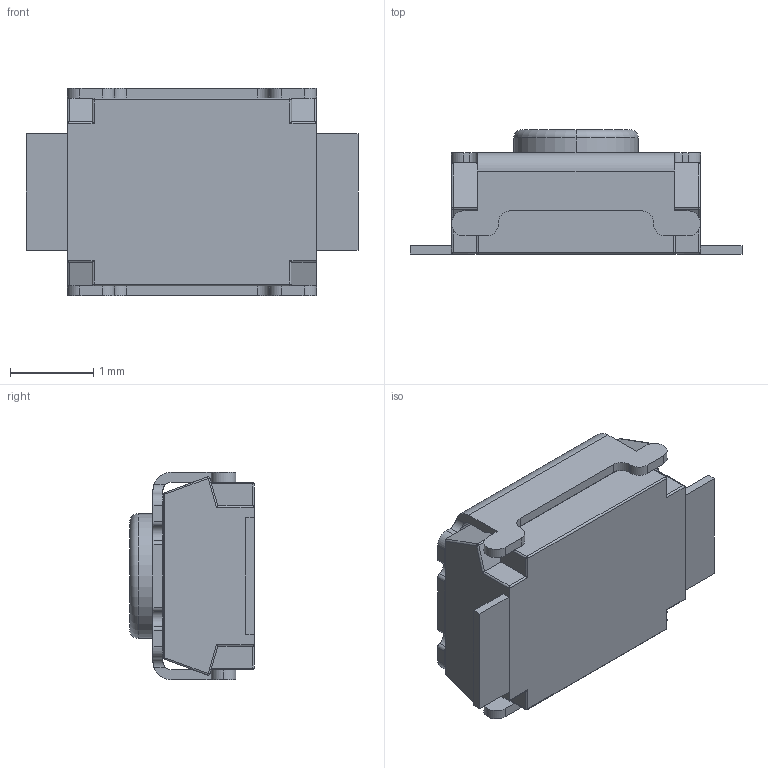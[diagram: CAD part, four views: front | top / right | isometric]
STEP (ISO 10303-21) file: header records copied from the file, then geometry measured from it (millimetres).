
FILE_DESCRIPTION (( 'STEP AP214' ), '1' );
FILE_NAME ('TL1017AAAF160QG.STEP', '2024-05-06T12:32:54', ( '' ), ( '' ), 'SwSTEP 2.0', 'SolidWorks 2016', '' );
FILE_SCHEMA (( 'AUTOMOTIVE_DESIGN' ));
Length unit declared in the file: millimetre
Products named in the file (1): TL1017AAAF160QG
Bounding box: 4 x 1.5 x 2.5 mm (x, y, z)
Volume: 9 mm3; surface area: 45.9 mm2
Topology: 1 solids, 1 shells, 148 faces, 401 edges, 252 vertices
Faces by surface type: cylinder 73, plane 65, sphere 8, torus 2
Entity records: 5486 total; most frequent: CARTESIAN_POINT 927, ORIENTED_EDGE 794, DIRECTION 787, EDGE_CURVE 397, AXIS2_PLACEMENT_3D 268, VERTEX_POINT 252, LINE 251, VECTOR 251
